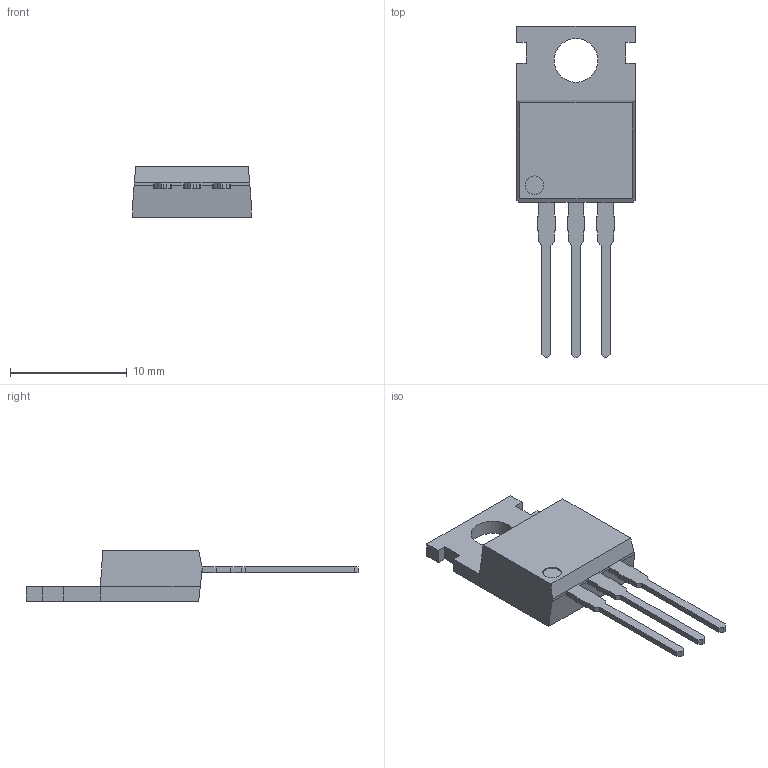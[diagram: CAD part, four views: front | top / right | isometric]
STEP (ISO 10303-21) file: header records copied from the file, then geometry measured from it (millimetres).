
FILE_DESCRIPTION (( 'STEP AP214' ), '1' );
FILE_NAME ('User Library-Transistors TO-220 3L.STEP', '2014-10-09T11:33:25', ( 'Windows User' ), ( '' ), 'SwSTEP 2.0', 'SolidWorks 2014', '' );
FILE_SCHEMA (( 'AUTOMOTIVE_DESIGN' ));
Length unit declared in the file: millimetre
Products named in the file (1): User Library-Transistors TO-220 3L
Bounding box: 10.16 x 28.47 x 4.35 mm (x, y, z)
Volume: 452.1 mm3; surface area: 579.5 mm2
Topology: 1 solids, 1 shells, 96 faces, 265 edges, 172 vertices
Faces by surface type: plane 92, cylinder 4
Entity records: 4079 total; most frequent: CARTESIAN_POINT 534, ORIENTED_EDGE 530, DIRECTION 467, EDGE_CURVE 265, VECTOR 257, LINE 257, VERTEX_POINT 172, AXIS2_PLACEMENT_3D 105
